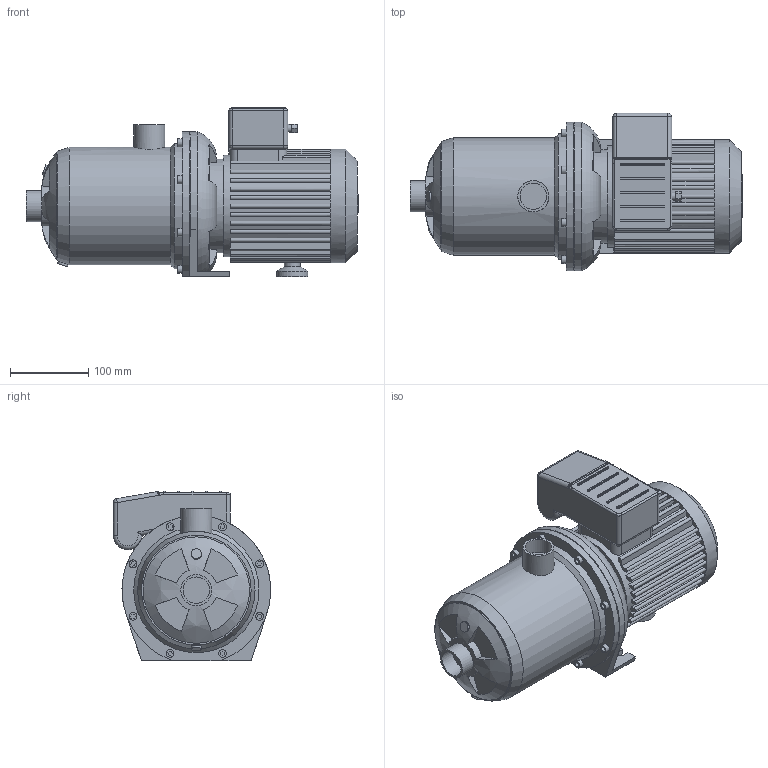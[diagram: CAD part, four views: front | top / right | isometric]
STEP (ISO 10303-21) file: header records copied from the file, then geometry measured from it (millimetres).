
FILE_DESCRIPTION(/* description */ (''),/* implementation_level */ '2;1');
FILE_NAME(/* name */ '3d_MHI205-1_E_1-230-50-2-4024288.stp',/* time_stamp */ '2016-12-16T20:58:59+01:00',/* author */ ('Łukasz'),/* organization */ (''),/* preprocessor_version */ 'ST-DEVELOPER v16.1',/* originating_system */ 'AutoCAD Mechanical',/* authorisation */ '');
FILE_SCHEMA (('AUTOMOTIVE_DESIGN { 1 0 10303 214 3 1 1 }'));
Length unit declared in the file: millimetre
Products named in the file (1): Product
Bounding box: 424 x 200.98 x 216 mm (x, y, z)
Volume: 7486039.9 mm3; surface area: 452976 mm2
Topology: 9 solids, 9 shells, 532 faces, 1332 edges, 827 vertices
Faces by surface type: plane 327, cylinder 139, bspline 33, sphere 24, torus 5, cone 4
Full cylindrical faces by diameter (mm): 10 x9, 13.5 x2, 20 x1, 33.7 x2, 39.7 x2, 40 x1, 120 x1, 130 x1, 136 x1, 145 x1, 150 x1, 160 x1
Entity records: 16454 total; most frequent: CARTESIAN_POINT 3874, DIRECTION 2630, ORIENTED_EDGE 2550, EDGE_CURVE 1275, AXIS2_PLACEMENT_3D 930, VERTEX_POINT 822, LINE 770, VECTOR 770
